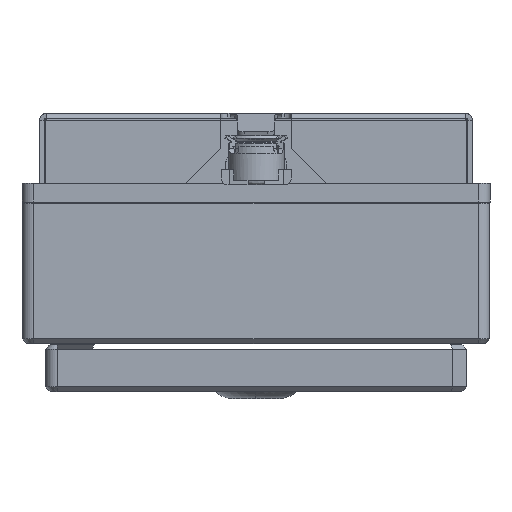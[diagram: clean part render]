
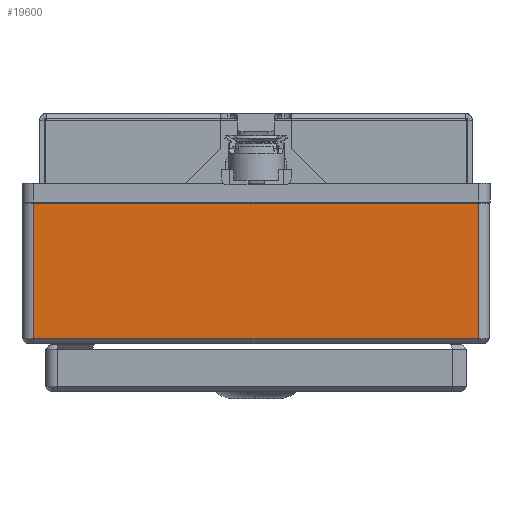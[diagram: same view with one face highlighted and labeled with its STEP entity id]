
A CAD part, front view. The second image highlights one B-rep face of the part: STEP entity #19600.
In plain terms, the highlighted planar face has unit normal (0, -1, 0).
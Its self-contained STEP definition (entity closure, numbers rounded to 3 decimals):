
#186 = CARTESIAN_POINT ( 'NONE',  ( 351.802, 396.703, -5.85 ) ) ;
#1588 = DIRECTION ( 'NONE',  ( 0., 1., 0. ) ) ;
#2099 = EDGE_CURVE ( 'NONE', #13539, #19835, #10157, .T. ) ;
#2385 = ORIENTED_EDGE ( 'NONE', *, *, #4992, .T. ) ;
#2412 = CARTESIAN_POINT ( 'NONE',  ( 332.802, 396.703, -6.05 ) ) ;
#2532 = DIRECTION ( 'NONE',  ( 0., 0., -1. ) ) ;
#3959 = CARTESIAN_POINT ( 'NONE',  ( 332.802, 396.703, -5.85 ) ) ;
#4388 = AXIS2_PLACEMENT_3D ( 'NONE', #9112, #1588, #5395 ) ;
#4992 = EDGE_CURVE ( 'NONE', #10705, #13546, #16508, .T. ) ;
#5395 = DIRECTION ( 'NONE',  ( 1., 0., 0. ) ) ;
#5717 = CARTESIAN_POINT ( 'NONE',  ( 332.802, 396.703, -0.05 ) ) ;
#7593 = CARTESIAN_POINT ( 'NONE',  ( 332.302, 396.703, -0.05 ) ) ;
#7850 = CARTESIAN_POINT ( 'NONE',  ( 351.802, 396.703, -0.05 ) ) ;
#8194 = EDGE_LOOP ( 'NONE', ( #2385, #24133, #18230, #14570 ) ) ;
#8421 = DIRECTION ( 'NONE',  ( 0., 0., 1. ) ) ;
#9112 = CARTESIAN_POINT ( 'NONE',  ( 332.302, 396.703, -6.05 ) ) ;
#9717 = LINE ( 'NONE', #7593, #20850 ) ;
#9919 = LINE ( 'NONE', #25362, #16926 ) ;
#10157 = LINE ( 'NONE', #14102, #23299 ) ;
#10369 = EDGE_CURVE ( 'NONE', #19835, #10705, #9717, .T. ) ;
#10705 = VERTEX_POINT ( 'NONE', #5717 ) ;
#11220 = FACE_OUTER_BOUND ( 'NONE', #8194, .T. ) ;
#13279 = VECTOR ( 'NONE', #2532, 1000. ) ;
#13462 = DIRECTION ( 'NONE',  ( 1., 0., 0. ) ) ;
#13539 = VERTEX_POINT ( 'NONE', #186 ) ;
#13546 = VERTEX_POINT ( 'NONE', #3959 ) ;
#14102 = CARTESIAN_POINT ( 'NONE',  ( 351.802, 396.703, -6.05 ) ) ;
#14570 = ORIENTED_EDGE ( 'NONE', *, *, #10369, .T. ) ;
#16508 = LINE ( 'NONE', #2412, #13279 ) ;
#16926 = VECTOR ( 'NONE', #13462, 1000. ) ;
#17383 = EDGE_CURVE ( 'NONE', #13546, #13539, #9919, .T. ) ;
#18230 = ORIENTED_EDGE ( 'NONE', *, *, #2099, .T. ) ;
#19600 = ADVANCED_FACE ( 'NONE', ( #11220 ), #23397, .F. ) ;
#19835 = VERTEX_POINT ( 'NONE', #7850 ) ;
#20850 = VECTOR ( 'NONE', #21254, 1000. ) ;
#21254 = DIRECTION ( 'NONE',  ( -1., 0., 0. ) ) ;
#23299 = VECTOR ( 'NONE', #8421, 1000. ) ;
#23397 = PLANE ( 'NONE',  #4388 ) ;
#24133 = ORIENTED_EDGE ( 'NONE', *, *, #17383, .T. ) ;
#25362 = CARTESIAN_POINT ( 'NONE',  ( 351.802, 396.703, -5.85 ) ) ;
